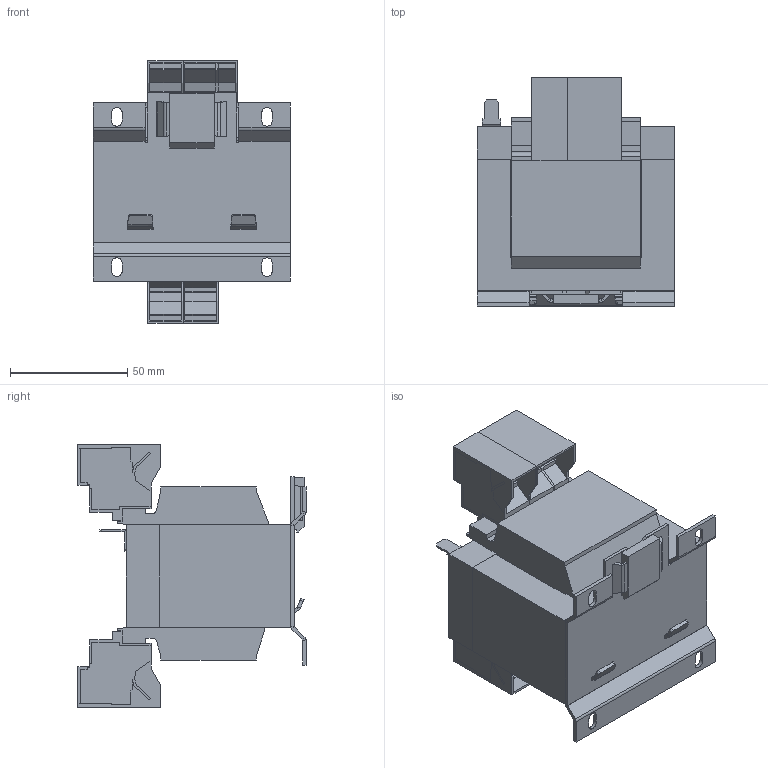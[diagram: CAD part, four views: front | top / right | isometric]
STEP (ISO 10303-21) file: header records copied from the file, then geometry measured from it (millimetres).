
FILE_DESCRIPTION (( 'STEP AP214' ), '1' );
FILE_NAME ('189961.STEP', '2023-08-22T11:07:37', ( '' ), ( '' ), 'SwSTEP 2.0', 'SolidWorks 2018', '' );
FILE_SCHEMA (( 'AUTOMOTIVE_DESIGN' ));
Length unit declared in the file: millimetre
Products named in the file (1): 189961
Bounding box: 84.05 x 97.32 x 112 mm (x, y, z)
Volume: 397606.1 mm3; surface area: 73571.9 mm2
Topology: 1 solids, 1 shells, 523 faces, 1447 edges, 928 vertices
Faces by surface type: plane 429, cylinder 82, bspline 12
Entity records: 16699 total; most frequent: CARTESIAN_POINT 3319, ORIENTED_EDGE 2894, DIRECTION 2587, EDGE_CURVE 1447, VECTOR 1275, LINE 1275, VERTEX_POINT 928, AXIS2_PLACEMENT_3D 656
